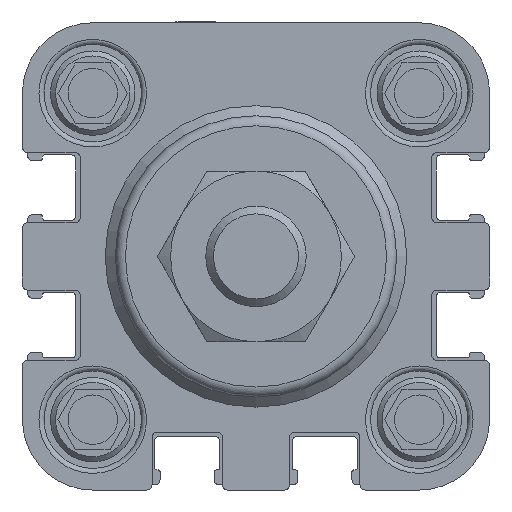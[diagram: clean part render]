
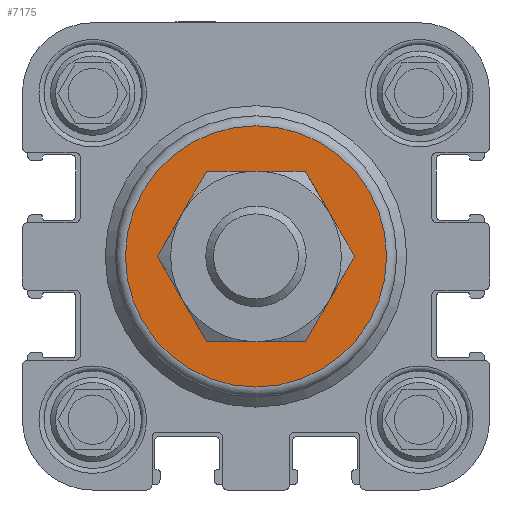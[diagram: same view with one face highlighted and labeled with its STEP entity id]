
A CAD part, left-side view. The second image highlights one B-rep face of the part: STEP entity #7175.
In plain terms, the highlighted planar face has unit normal (-1, 0, 0).
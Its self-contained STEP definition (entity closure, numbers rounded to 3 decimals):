
#2044=ORIENTED_EDGE('',*,*,#3970,.F.);
#2045=ORIENTED_EDGE('',*,*,#3971,.T.);
#3970=EDGE_CURVE('',#4940,#4940,#5486,.F.);
#3971=EDGE_CURVE('',#4941,#4941,#5487,.T.);
#4940=VERTEX_POINT('',#11328);
#4941=VERTEX_POINT('',#11330);
#5486=CIRCLE('',#7776,6.);
#5487=CIRCLE('',#7777,13.);
#5792=EDGE_LOOP('',(#2044));
#5793=EDGE_LOOP('',(#2045));
#6360=FACE_BOUND('',#5792,.T.);
#6361=FACE_BOUND('',#5793,.T.);
#6887=PLANE('',#7775);
#7175=ADVANCED_FACE('',(#6360,#6361),#6887,.F.);
#7775=AXIS2_PLACEMENT_3D('',#11326,#8991,#8992);
#7776=AXIS2_PLACEMENT_3D('',#11327,#8993,#8994);
#7777=AXIS2_PLACEMENT_3D('',#11329,#8995,#8996);
#8991=DIRECTION('',(1.,0.,0.));
#8992=DIRECTION('',(0.,0.,-1.));
#8993=DIRECTION('',(1.,0.,0.));
#8994=DIRECTION('',(0.,0.,-1.));
#8995=DIRECTION('',(-1.,0.,0.));
#8996=DIRECTION('',(0.,0.,1.));
#11326=CARTESIAN_POINT('',(-19.,0.,13.));
#11327=CARTESIAN_POINT('',(-19.,0.,0.));
#11328=CARTESIAN_POINT('',(-19.,0.,-6.));
#11329=CARTESIAN_POINT('',(-19.,0.,0.));
#11330=CARTESIAN_POINT('',(-19.,0.,13.));
